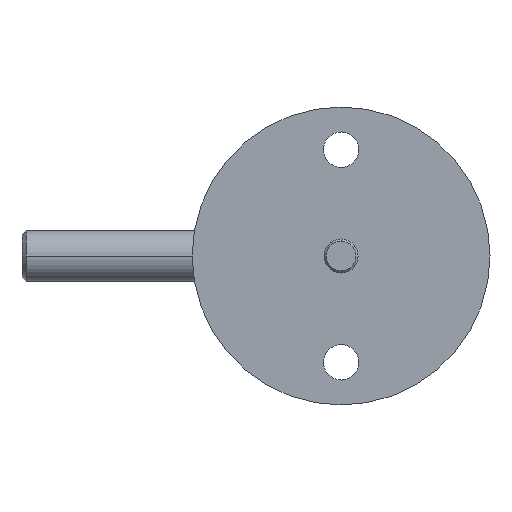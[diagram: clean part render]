
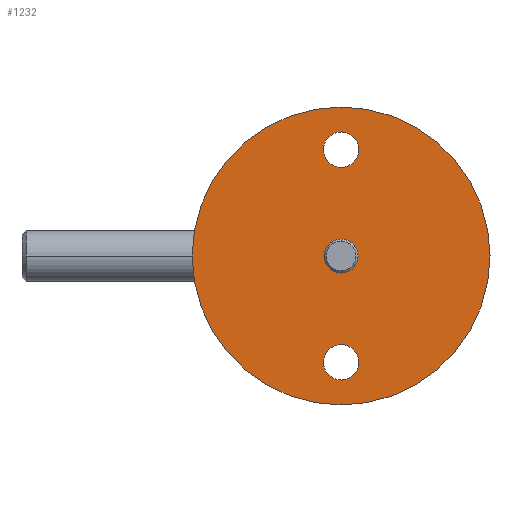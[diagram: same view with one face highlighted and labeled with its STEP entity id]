
A CAD part, left-side view. The second image highlights one B-rep face of the part: STEP entity #1232.
In plain terms, the highlighted planar face has unit normal (-1, 0, 0).
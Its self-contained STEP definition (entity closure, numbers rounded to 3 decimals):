
#5 = ORIENTED_EDGE ( 'NONE', *, *, #1213, .T. ) ;
#8 = CIRCLE ( 'NONE', #32, 4. ) ;
#32 = AXIS2_PLACEMENT_3D ( 'NONE', #214, #1106, #634 ) ;
#33 = CARTESIAN_POINT ( 'NONE',  ( -4., 0., -29.15 ) ) ;
#52 = EDGE_CURVE ( 'NONE', #437, #257, #909, .T. ) ;
#64 = AXIS2_PLACEMENT_3D ( 'NONE', #1186, #583, #992 ) ;
#88 = CARTESIAN_POINT ( 'NONE',  ( -4., 0., -20.85 ) ) ;
#97 = AXIS2_PLACEMENT_3D ( 'NONE', #219, #401, #223 ) ;
#120 = CARTESIAN_POINT ( 'NONE',  ( -4., 0., -25. ) ) ;
#156 = EDGE_CURVE ( 'NONE', #842, #1033, #1069, .T. ) ;
#167 = EDGE_CURVE ( 'NONE', #257, #437, #503, .T. ) ;
#171 = CARTESIAN_POINT ( 'NONE',  ( -4., 0., -35. ) ) ;
#195 = DIRECTION ( 'NONE',  ( 1., 0., 0. ) ) ;
#210 = AXIS2_PLACEMENT_3D ( 'NONE', #271, #887, #567 ) ;
#214 = CARTESIAN_POINT ( 'NONE',  ( -4., 0., 0. ) ) ;
#219 = CARTESIAN_POINT ( 'NONE',  ( -4., 0., 0. ) ) ;
#223 = DIRECTION ( 'NONE',  ( 0., 0., -1. ) ) ;
#257 = VERTEX_POINT ( 'NONE', #171 ) ;
#260 = AXIS2_PLACEMENT_3D ( 'NONE', #1280, #361, #277 ) ;
#271 = CARTESIAN_POINT ( 'NONE',  ( -4., 0., 25. ) ) ;
#277 = DIRECTION ( 'NONE',  ( 0., 0., -1. ) ) ;
#283 = ORIENTED_EDGE ( 'NONE', *, *, #167, .F. ) ;
#307 = EDGE_CURVE ( 'NONE', #1086, #1075, #852, .T. ) ;
#361 = DIRECTION ( 'NONE',  ( -1., 0., 0. ) ) ;
#366 = CARTESIAN_POINT ( 'NONE',  ( -4., 0., 20.85 ) ) ;
#394 = EDGE_CURVE ( 'NONE', #629, #952, #435, .T. ) ;
#401 = DIRECTION ( 'NONE',  ( 1., 0., 0. ) ) ;
#412 = PLANE ( 'NONE',  #969 ) ;
#435 = CIRCLE ( 'NONE', #260, 4. ) ;
#437 = VERTEX_POINT ( 'NONE', #1058 ) ;
#476 = CARTESIAN_POINT ( 'NONE',  ( -4., 0., 25. ) ) ;
#480 = CARTESIAN_POINT ( 'NONE',  ( -4., 0., -4. ) ) ;
#491 = CARTESIAN_POINT ( 'NONE',  ( -4., 0., 29.15 ) ) ;
#500 = DIRECTION ( 'NONE',  ( 0., 0., -1. ) ) ;
#503 = CIRCLE ( 'NONE', #1242, 35. ) ;
#517 = CIRCLE ( 'NONE', #1264, 4.15 ) ;
#524 = DIRECTION ( 'NONE',  ( 1., 0., 0. ) ) ;
#533 = EDGE_LOOP ( 'NONE', ( #886, #5 ) ) ;
#550 = EDGE_LOOP ( 'NONE', ( #283, #710 ) ) ;
#555 = EDGE_LOOP ( 'NONE', ( #1082, #1231 ) ) ;
#567 = DIRECTION ( 'NONE',  ( 0., 0., -1. ) ) ;
#583 = DIRECTION ( 'NONE',  ( 1., 0., 0. ) ) ;
#592 = DIRECTION ( 'NONE',  ( 1., 0., 0. ) ) ;
#611 = ORIENTED_EDGE ( 'NONE', *, *, #1174, .T. ) ;
#629 = VERTEX_POINT ( 'NONE', #480 ) ;
#634 = DIRECTION ( 'NONE',  ( 0., 0., -1. ) ) ;
#710 = ORIENTED_EDGE ( 'NONE', *, *, #52, .F. ) ;
#727 = FACE_OUTER_BOUND ( 'NONE', #550, .T. ) ;
#811 = FACE_BOUND ( 'NONE', #533, .T. ) ;
#831 = CARTESIAN_POINT ( 'NONE',  ( -4., 0., 0. ) ) ;
#842 = VERTEX_POINT ( 'NONE', #33 ) ;
#852 = CIRCLE ( 'NONE', #210, 4.15 ) ;
#885 = DIRECTION ( 'NONE',  ( 0., 0., -1. ) ) ;
#886 = ORIENTED_EDGE ( 'NONE', *, *, #156, .T. ) ;
#887 = DIRECTION ( 'NONE',  ( 1., 0., 0. ) ) ;
#909 = CIRCLE ( 'NONE', #97, 35. ) ;
#915 = AXIS2_PLACEMENT_3D ( 'NONE', #120, #592, #500 ) ;
#927 = CARTESIAN_POINT ( 'NONE',  ( -4., 0., 0. ) ) ;
#944 = FACE_BOUND ( 'NONE', #555, .T. ) ;
#952 = VERTEX_POINT ( 'NONE', #1269 ) ;
#966 = EDGE_LOOP ( 'NONE', ( #1124, #611 ) ) ;
#969 = AXIS2_PLACEMENT_3D ( 'NONE', #831, #1216, #1023 ) ;
#992 = DIRECTION ( 'NONE',  ( 0., 0., -1. ) ) ;
#1023 = DIRECTION ( 'NONE',  ( 0., 0., -1. ) ) ;
#1029 = FACE_BOUND ( 'NONE', #966, .T. ) ;
#1033 = VERTEX_POINT ( 'NONE', #88 ) ;
#1058 = CARTESIAN_POINT ( 'NONE',  ( -4., 0., 35. ) ) ;
#1069 = CIRCLE ( 'NONE', #915, 4.15 ) ;
#1075 = VERTEX_POINT ( 'NONE', #491 ) ;
#1082 = ORIENTED_EDGE ( 'NONE', *, *, #394, .F. ) ;
#1086 = VERTEX_POINT ( 'NONE', #366 ) ;
#1106 = DIRECTION ( 'NONE',  ( -1., 0., 0. ) ) ;
#1110 = DIRECTION ( 'NONE',  ( 0., 0., -1. ) ) ;
#1124 = ORIENTED_EDGE ( 'NONE', *, *, #307, .T. ) ;
#1150 = CIRCLE ( 'NONE', #64, 4.15 ) ;
#1174 = EDGE_CURVE ( 'NONE', #1075, #1086, #517, .T. ) ;
#1186 = CARTESIAN_POINT ( 'NONE',  ( -4., 0., -25. ) ) ;
#1213 = EDGE_CURVE ( 'NONE', #1033, #842, #1150, .T. ) ;
#1216 = DIRECTION ( 'NONE',  ( 1., 0., 0. ) ) ;
#1231 = ORIENTED_EDGE ( 'NONE', *, *, #1249, .F. ) ;
#1232 = ADVANCED_FACE ( 'NONE', ( #1029, #811, #944, #727 ), #412, .F. ) ;
#1242 = AXIS2_PLACEMENT_3D ( 'NONE', #927, #524, #1110 ) ;
#1249 = EDGE_CURVE ( 'NONE', #952, #629, #8, .T. ) ;
#1264 = AXIS2_PLACEMENT_3D ( 'NONE', #476, #195, #885 ) ;
#1269 = CARTESIAN_POINT ( 'NONE',  ( -4., 0., 4. ) ) ;
#1280 = CARTESIAN_POINT ( 'NONE',  ( -4., 0., 0. ) ) ;
